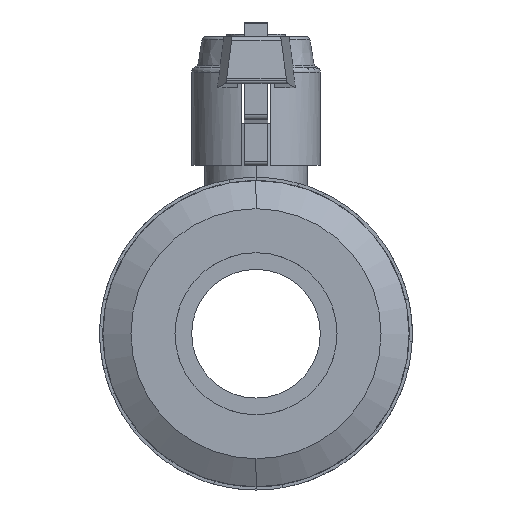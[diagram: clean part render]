
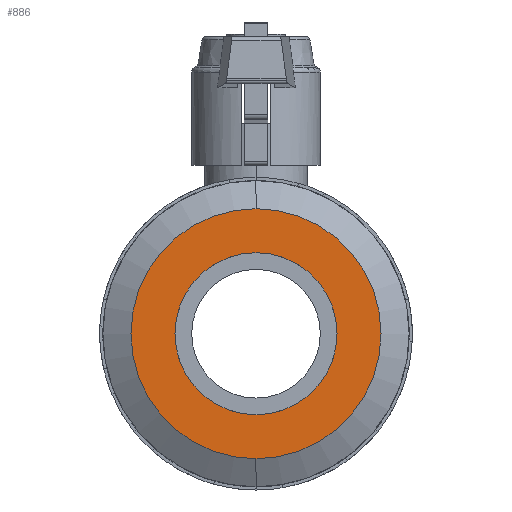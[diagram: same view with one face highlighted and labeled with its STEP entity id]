
A CAD part, left-side view. The second image highlights one B-rep face of the part: STEP entity #886.
In plain terms, the highlighted planar face has unit normal (-1, 0, 0).
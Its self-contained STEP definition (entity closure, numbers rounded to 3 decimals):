
#886=ADVANCED_FACE('',(#1829,#1830),#1831,.T.);
#1829=FACE_BOUND('',#2824,.T.);
#1830=FACE_OUTER_BOUND('',#2825,.T.);
#1831=PLANE('',#2826);
#2824=EDGE_LOOP('',(#5619,#5620));
#2825=EDGE_LOOP('',(#5621,#5622));
#2826=AXIS2_PLACEMENT_3D('',#5623,#5624,#5625);
#5619=ORIENTED_EDGE('',*,*,#6793,.F.);
#5620=ORIENTED_EDGE('',*,*,#6291,.F.);
#5621=ORIENTED_EDGE('',*,*,#6140,.T.);
#5622=ORIENTED_EDGE('',*,*,#7161,.T.);
#5623=CARTESIAN_POINT('',(-71.794,0.0,43.988));
#5624=DIRECTION('',(-1.0,0.0,0.0));
#5625=DIRECTION('',(0.0,-0.0,1.0));
#6140=EDGE_CURVE('',#7413,#7417,#7419,.T.);
#6291=EDGE_CURVE('',#7708,#7704,#7710,.T.);
#6793=EDGE_CURVE('',#7704,#7708,#8464,.T.);
#7161=EDGE_CURVE('',#7417,#7413,#8942,.T.);
#7413=VERTEX_POINT('',#9294);
#7417=VERTEX_POINT('',#9299);
#7419=CIRCLE('',#9302,48.6);
#7704=VERTEX_POINT('',#9659);
#7708=VERTEX_POINT('',#9664);
#7710=CIRCLE('',#9667,31.505);
#8464=CIRCLE('',#11159,31.505);
#8942=CIRCLE('',#11807,48.6);
#9294=CARTESIAN_POINT('',(-71.794,0.0,48.6));
#9299=CARTESIAN_POINT('',(-71.794,0.,-48.6));
#9302=AXIS2_PLACEMENT_3D('',#12195,#12196,#12197);
#9659=CARTESIAN_POINT('',(-71.794,0.0,31.505));
#9664=CARTESIAN_POINT('',(-71.794,0.,-31.505));
#9667=AXIS2_PLACEMENT_3D('',#12473,#12474,#12475);
#11159=AXIS2_PLACEMENT_3D('',#13035,#13036,#13037);
#11807=AXIS2_PLACEMENT_3D('',#13418,#13419,#13420);
#12195=CARTESIAN_POINT('',(-71.794,0.0,0.0));
#12196=DIRECTION('',(-1.0,0.0,0.0));
#12197=DIRECTION('',(0.0,-0.0,1.0));
#12473=CARTESIAN_POINT('',(-71.794,0.0,0.0));
#12474=DIRECTION('',(-1.0,0.0,0.0));
#12475=DIRECTION('',(0.0,-0.0,1.0));
#13035=CARTESIAN_POINT('',(-71.794,0.0,0.0));
#13036=DIRECTION('',(-1.0,0.0,0.0));
#13037=DIRECTION('',(0.0,-0.0,1.0));
#13418=CARTESIAN_POINT('',(-71.794,0.0,0.0));
#13419=DIRECTION('',(-1.0,0.0,0.0));
#13420=DIRECTION('',(0.0,-0.0,1.0));
